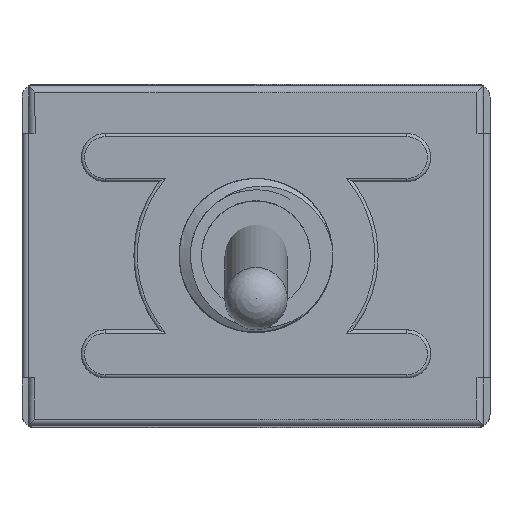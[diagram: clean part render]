
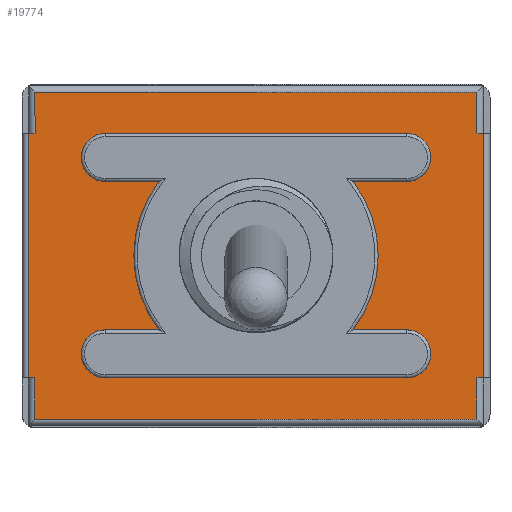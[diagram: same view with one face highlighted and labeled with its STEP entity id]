
A CAD part, top view. The second image highlights one B-rep face of the part: STEP entity #19774.
In plain terms, the highlighted planar face has unit normal (0, 0, 1).
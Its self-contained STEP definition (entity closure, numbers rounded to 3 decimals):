
#1418=FACE_BOUND('',#3904,.T.);
#1563=CIRCLE('',#20618,0.925);
#1564=CIRCLE('',#20619,0.925);
#1565=CIRCLE('',#20620,4.7);
#1566=CIRCLE('',#20621,0.925);
#1567=CIRCLE('',#20622,0.925);
#1568=CIRCLE('',#20623,4.7);
#2748=FACE_OUTER_BOUND('',#3903,.T.);
#3903=EDGE_LOOP('',(#17968,#17969,#17970,#17971,#17972,#17973,#17974,#17975,
#17976,#17977,#17978,#17979));
#3904=EDGE_LOOP('',(#17980,#17981,#17982,#17983,#17984,#17985,#17986,#17987,
#17988,#17989,#17990,#17991));
#5711=LINE('',#38476,#7546);
#5713=LINE('',#38482,#7548);
#5714=LINE('',#38486,#7549);
#5717=LINE('',#38497,#7552);
#5718=LINE('',#38501,#7553);
#5720=LINE('',#38507,#7555);
#5722=LINE('',#38516,#7557);
#5724=LINE('',#38521,#7559);
#5726=LINE('',#38524,#7561);
#5727=LINE('',#38526,#7562);
#5728=LINE('',#38528,#7563);
#5729=LINE('',#38529,#7564);
#5730=LINE('',#38534,#7565);
#5731=LINE('',#38538,#7566);
#5732=LINE('',#38542,#7567);
#5733=LINE('',#38546,#7568);
#5734=LINE('',#38550,#7569);
#5735=LINE('',#38553,#7570);
#7546=VECTOR('',#23964,10.);
#7548=VECTOR('',#23970,10.);
#7549=VECTOR('',#23975,10.);
#7552=VECTOR('',#23984,10.);
#7553=VECTOR('',#23989,10.);
#7555=VECTOR('',#23995,10.);
#7557=VECTOR('',#24003,10.);
#7559=VECTOR('',#24009,10.);
#7561=VECTOR('',#24013,10.);
#7562=VECTOR('',#24014,10.);
#7563=VECTOR('',#24015,10.);
#7564=VECTOR('',#24016,10.);
#7565=VECTOR('',#24019,10.);
#7566=VECTOR('',#24022,10.);
#7567=VECTOR('',#24025,10.);
#7568=VECTOR('',#24028,10.);
#7569=VECTOR('',#24031,10.);
#7570=VECTOR('',#24034,10.);
#9459=VERTEX_POINT('',#38473);
#9460=VERTEX_POINT('',#38475);
#9462=VERTEX_POINT('',#38481);
#9463=VERTEX_POINT('',#38485);
#9467=VERTEX_POINT('',#38494);
#9468=VERTEX_POINT('',#38496);
#9469=VERTEX_POINT('',#38500);
#9471=VERTEX_POINT('',#38506);
#9474=VERTEX_POINT('',#38513);
#9475=VERTEX_POINT('',#38515);
#9477=VERTEX_POINT('',#38525);
#9478=VERTEX_POINT('',#38527);
#9479=VERTEX_POINT('',#38530);
#9480=VERTEX_POINT('',#38531);
#9481=VERTEX_POINT('',#38533);
#9482=VERTEX_POINT('',#38535);
#9483=VERTEX_POINT('',#38537);
#9484=VERTEX_POINT('',#38539);
#9485=VERTEX_POINT('',#38541);
#9486=VERTEX_POINT('',#38543);
#9487=VERTEX_POINT('',#38545);
#9488=VERTEX_POINT('',#38547);
#9489=VERTEX_POINT('',#38549);
#9490=VERTEX_POINT('',#38551);
#12298=EDGE_CURVE('',#9459,#9460,#5711,.T.);
#12301=EDGE_CURVE('',#9460,#9462,#5713,.T.);
#12303=EDGE_CURVE('',#9462,#9463,#5714,.T.);
#12308=EDGE_CURVE('',#9467,#9468,#5717,.T.);
#12310=EDGE_CURVE('',#9468,#9469,#5718,.T.);
#12313=EDGE_CURVE('',#9469,#9471,#5720,.T.);
#12317=EDGE_CURVE('',#9474,#9475,#5722,.T.);
#12320=EDGE_CURVE('',#9475,#9459,#5724,.T.);
#12322=EDGE_CURVE('',#9471,#9474,#5726,.T.);
#12323=EDGE_CURVE('',#9477,#9467,#5727,.T.);
#12324=EDGE_CURVE('',#9478,#9477,#5728,.T.);
#12325=EDGE_CURVE('',#9463,#9478,#5729,.T.);
#12326=EDGE_CURVE('',#9479,#9480,#1563,.T.);
#12327=EDGE_CURVE('',#9480,#9481,#5730,.T.);
#12328=EDGE_CURVE('',#9481,#9482,#1564,.T.);
#12329=EDGE_CURVE('',#9482,#9483,#5731,.T.);
#12330=EDGE_CURVE('',#9483,#9484,#1565,.T.);
#12331=EDGE_CURVE('',#9484,#9485,#5732,.T.);
#12332=EDGE_CURVE('',#9485,#9486,#1566,.T.);
#12333=EDGE_CURVE('',#9486,#9487,#5733,.T.);
#12334=EDGE_CURVE('',#9487,#9488,#1567,.T.);
#12335=EDGE_CURVE('',#9488,#9489,#5734,.T.);
#12336=EDGE_CURVE('',#9489,#9490,#1568,.T.);
#12337=EDGE_CURVE('',#9490,#9479,#5735,.T.);
#17968=ORIENTED_EDGE('',*,*,#12320,.F.);
#17969=ORIENTED_EDGE('',*,*,#12317,.F.);
#17970=ORIENTED_EDGE('',*,*,#12322,.F.);
#17971=ORIENTED_EDGE('',*,*,#12313,.F.);
#17972=ORIENTED_EDGE('',*,*,#12310,.F.);
#17973=ORIENTED_EDGE('',*,*,#12308,.F.);
#17974=ORIENTED_EDGE('',*,*,#12323,.F.);
#17975=ORIENTED_EDGE('',*,*,#12324,.F.);
#17976=ORIENTED_EDGE('',*,*,#12325,.F.);
#17977=ORIENTED_EDGE('',*,*,#12303,.F.);
#17978=ORIENTED_EDGE('',*,*,#12301,.F.);
#17979=ORIENTED_EDGE('',*,*,#12298,.F.);
#17980=ORIENTED_EDGE('',*,*,#12326,.T.);
#17981=ORIENTED_EDGE('',*,*,#12327,.T.);
#17982=ORIENTED_EDGE('',*,*,#12328,.T.);
#17983=ORIENTED_EDGE('',*,*,#12329,.T.);
#17984=ORIENTED_EDGE('',*,*,#12330,.T.);
#17985=ORIENTED_EDGE('',*,*,#12331,.T.);
#17986=ORIENTED_EDGE('',*,*,#12332,.T.);
#17987=ORIENTED_EDGE('',*,*,#12333,.T.);
#17988=ORIENTED_EDGE('',*,*,#12334,.T.);
#17989=ORIENTED_EDGE('',*,*,#12335,.T.);
#17990=ORIENTED_EDGE('',*,*,#12336,.T.);
#17991=ORIENTED_EDGE('',*,*,#12337,.T.);
#18731=PLANE('',#20617);
#19774=ADVANCED_FACE('',(#2748,#1418),#18731,.T.);
#20617=AXIS2_PLACEMENT_3D('',#38523,#24011,#24012);
#20618=AXIS2_PLACEMENT_3D('',#38532,#24017,#24018);
#20619=AXIS2_PLACEMENT_3D('',#38536,#24020,#24021);
#20620=AXIS2_PLACEMENT_3D('',#38540,#24023,#24024);
#20621=AXIS2_PLACEMENT_3D('',#38544,#24026,#24027);
#20622=AXIS2_PLACEMENT_3D('',#38548,#24029,#24030);
#20623=AXIS2_PLACEMENT_3D('',#38552,#24032,#24033);
#23964=DIRECTION('',(0.,1.,0.));
#23970=DIRECTION('',(1.,0.,0.));
#23975=DIRECTION('',(0.,-1.,0.));
#23984=DIRECTION('',(0.,-1.,0.));
#23989=DIRECTION('',(-1.,0.,0.));
#23995=DIRECTION('',(0.,1.,0.));
#24003=DIRECTION('',(0.,1.,0.));
#24009=DIRECTION('',(1.,0.,0.));
#24011=DIRECTION('center_axis',(0.,0.,1.));
#24012=DIRECTION('ref_axis',(-1.,0.,0.));
#24013=DIRECTION('',(-1.,0.,0.));
#24014=DIRECTION('',(-1.,0.,0.));
#24015=DIRECTION('',(0.,-1.,0.));
#24016=DIRECTION('',(1.,0.,0.));
#24017=DIRECTION('center_axis',(0.,0.,-1.));
#24018=DIRECTION('ref_axis',(0.,1.,0.));
#24019=DIRECTION('',(1.,0.,0.));
#24020=DIRECTION('center_axis',(0.,0.,-1.));
#24021=DIRECTION('ref_axis',(0.,-1.,0.));
#24022=DIRECTION('',(-1.,0.,0.));
#24023=DIRECTION('center_axis',(0.,0.,-1.));
#24024=DIRECTION('ref_axis',(0.795,-0.606,0.));
#24025=DIRECTION('',(1.,0.,0.));
#24026=DIRECTION('center_axis',(0.,0.,-1.));
#24027=DIRECTION('ref_axis',(0.,-1.,0.));
#24028=DIRECTION('',(-1.,0.,0.));
#24029=DIRECTION('center_axis',(0.,0.,-1.));
#24030=DIRECTION('ref_axis',(0.,1.,0.));
#24031=DIRECTION('',(1.,0.,0.));
#24032=DIRECTION('center_axis',(0.,0.,-1.));
#24033=DIRECTION('ref_axis',(-0.795,0.606,0.));
#24034=DIRECTION('',(-1.,0.,0.));
#38473=CARTESIAN_POINT('',(0.5,11.3,11.25));
#38475=CARTESIAN_POINT('',(0.5,12.883,11.25));
#38476=CARTESIAN_POINT('',(0.5,9.867,11.25));
#38481=CARTESIAN_POINT('',(17.5,12.883,11.25));
#38482=CARTESIAN_POINT('',(13.375,12.883,11.25));
#38485=CARTESIAN_POINT('',(17.5,11.3,11.25));
#38486=CARTESIAN_POINT('',(17.5,8.95,11.25));
#38494=CARTESIAN_POINT('',(17.5,1.9,11.25));
#38496=CARTESIAN_POINT('',(17.5,0.317,11.25));
#38497=CARTESIAN_POINT('',(17.5,3.333,11.25));
#38500=CARTESIAN_POINT('',(0.5,0.317,11.25));
#38501=CARTESIAN_POINT('',(4.625,0.317,11.25));
#38506=CARTESIAN_POINT('',(0.5,1.9,11.25));
#38507=CARTESIAN_POINT('',(0.5,4.25,11.25));
#38513=CARTESIAN_POINT('',(0.25,1.9,11.25));
#38515=CARTESIAN_POINT('',(0.25,11.3,11.25));
#38516=CARTESIAN_POINT('',(0.25,8.95,11.25));
#38521=CARTESIAN_POINT('',(4.625,11.3,11.25));
#38523=CARTESIAN_POINT('Origin',(9.,6.6,11.25));
#38524=CARTESIAN_POINT('',(4.5,1.9,11.25));
#38525=CARTESIAN_POINT('',(17.75,1.9,11.25));
#38526=CARTESIAN_POINT('',(13.375,1.9,11.25));
#38527=CARTESIAN_POINT('',(17.75,11.3,11.25));
#38528=CARTESIAN_POINT('',(17.75,4.25,11.25));
#38529=CARTESIAN_POINT('',(13.5,11.3,11.25));
#38530=CARTESIAN_POINT('',(3.2,9.45,11.25));
#38531=CARTESIAN_POINT('',(3.2,11.3,11.25));
#38532=CARTESIAN_POINT('Origin',(3.2,10.375,11.25));
#38533=CARTESIAN_POINT('',(14.8,11.3,11.25));
#38534=CARTESIAN_POINT('',(0.25,11.3,11.25));
#38535=CARTESIAN_POINT('',(14.8,9.45,11.25));
#38536=CARTESIAN_POINT('Origin',(14.8,10.375,11.25));
#38537=CARTESIAN_POINT('',(12.737,9.45,11.25));
#38538=CARTESIAN_POINT('',(17.75,9.45,11.25));
#38539=CARTESIAN_POINT('',(12.737,3.75,11.25));
#38540=CARTESIAN_POINT('Origin',(9.,6.6,11.25));
#38541=CARTESIAN_POINT('',(14.8,3.75,11.25));
#38542=CARTESIAN_POINT('',(0.25,3.75,11.25));
#38543=CARTESIAN_POINT('',(14.8,1.9,11.25));
#38544=CARTESIAN_POINT('Origin',(14.8,2.825,11.25));
#38545=CARTESIAN_POINT('',(3.2,1.9,11.25));
#38546=CARTESIAN_POINT('',(17.75,1.9,11.25));
#38547=CARTESIAN_POINT('',(3.2,3.75,11.25));
#38548=CARTESIAN_POINT('Origin',(3.2,2.825,11.25));
#38549=CARTESIAN_POINT('',(5.263,3.75,11.25));
#38550=CARTESIAN_POINT('',(0.25,3.75,11.25));
#38551=CARTESIAN_POINT('',(5.263,9.45,11.25));
#38552=CARTESIAN_POINT('Origin',(9.,6.6,11.25));
#38553=CARTESIAN_POINT('',(17.75,9.45,11.25));
